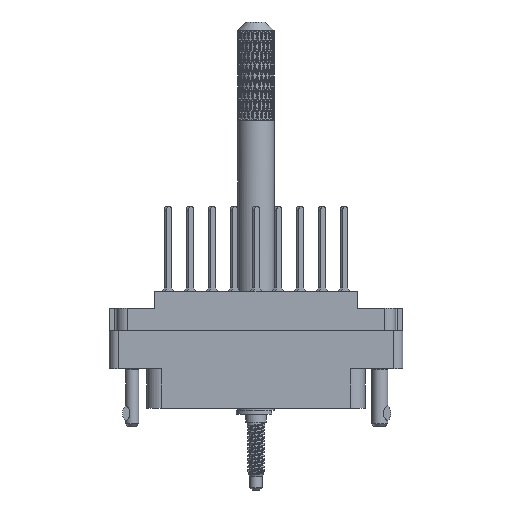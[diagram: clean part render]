
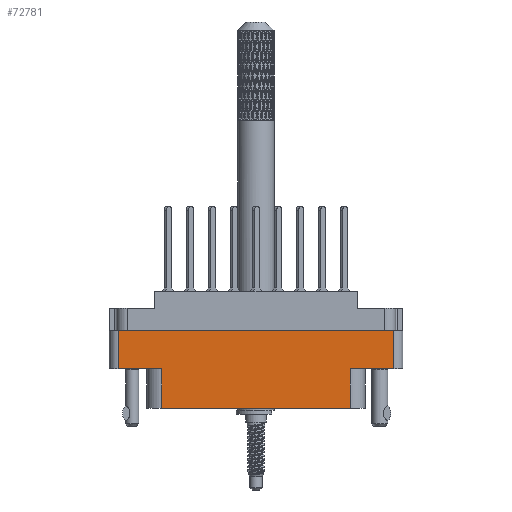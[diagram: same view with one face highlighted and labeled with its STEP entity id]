
A CAD part, front view. The second image highlights one B-rep face of the part: STEP entity #72781.
In plain terms, the highlighted planar face has unit normal (0, -1, 0).
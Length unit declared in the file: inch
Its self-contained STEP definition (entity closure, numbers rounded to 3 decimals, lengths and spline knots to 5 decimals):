
#1036 = CARTESIAN_POINT ( 'NONE',  ( -0.938, -0.438, -0.268 ) ) ;
#3253 = LINE ( 'NONE', #36900, #10104 ) ;
#3450 = EDGE_CURVE ( 'NONE', #18017, #99373, #72238, .T. ) ;
#5831 = ORIENTED_EDGE ( 'NONE', *, *, #41865, .F. ) ;
#10104 = VECTOR ( 'NONE', #45959, 39.37008 ) ;
#10307 = CARTESIAN_POINT ( 'NONE',  ( 0.938, -0.438, -0.268 ) ) ;
#12706 = EDGE_CURVE ( 'NONE', #61187, #18017, #15345, .T. ) ;
#13698 = LINE ( 'NONE', #63877, #19053 ) ;
#15345 = LINE ( 'NONE', #18822, #56994 ) ;
#17450 = VERTEX_POINT ( 'NONE', #62319 ) ;
#18017 = VERTEX_POINT ( 'NONE', #30402 ) ;
#18732 = EDGE_CURVE ( 'NONE', #108334, #34988, #84565, .T. ) ;
#18822 = CARTESIAN_POINT ( 'NONE',  ( -0.644, -0.438, -0.529 ) ) ;
#19053 = VECTOR ( 'NONE', #71443, 39.37008 ) ;
#23715 = ORIENTED_EDGE ( 'NONE', *, *, #18732, .F. ) ;
#25361 = FACE_OUTER_BOUND ( 'NONE', #83138, .T. ) ;
#26673 = DIRECTION ( 'NONE',  ( 0., 0., -1. ) ) ;
#26767 = ORIENTED_EDGE ( 'NONE', *, *, #3450, .T. ) ;
#29077 = DIRECTION ( 'NONE',  ( -1., 0., 0. ) ) ;
#29320 = DIRECTION ( 'NONE',  ( 0., -1., 0. ) ) ;
#29399 = EDGE_CURVE ( 'NONE', #34988, #99373, #56513, .T. ) ;
#30402 = CARTESIAN_POINT ( 'NONE',  ( -0.644, -0.438, -0.798 ) ) ;
#33566 = VECTOR ( 'NONE', #26673, 39.37008 ) ;
#34988 = VERTEX_POINT ( 'NONE', #84815 ) ;
#35134 = CARTESIAN_POINT ( 'NONE',  ( 0.938, -0.438, -0.529 ) ) ;
#35794 = VECTOR ( 'NONE', #62521, 39.37008 ) ;
#36265 = ORIENTED_EDGE ( 'NONE', *, *, #57658, .T. ) ;
#36900 = CARTESIAN_POINT ( 'NONE',  ( 0.938, -0.438, -0.798 ) ) ;
#37517 = EDGE_CURVE ( 'NONE', #108334, #82356, #3253, .T. ) ;
#40975 = DIRECTION ( 'NONE',  ( 0., 0., 1. ) ) ;
#41865 = EDGE_CURVE ( 'NONE', #71062, #82356, #13698, .T. ) ;
#42753 = ORIENTED_EDGE ( 'NONE', *, *, #12706, .T. ) ;
#43226 = ORIENTED_EDGE ( 'NONE', *, *, #29399, .F. ) ;
#45959 = DIRECTION ( 'NONE',  ( 0., 0., 1. ) ) ;
#51484 = LINE ( 'NONE', #85360, #97181 ) ;
#56513 = LINE ( 'NONE', #88405, #33566 ) ;
#56994 = VECTOR ( 'NONE', #87723, 39.37008 ) ;
#57658 = EDGE_CURVE ( 'NONE', #17450, #61187, #82663, .T. ) ;
#61187 = VERTEX_POINT ( 'NONE', #65398 ) ;
#62319 = CARTESIAN_POINT ( 'NONE',  ( -0.938, -0.438, -0.529 ) ) ;
#62521 = DIRECTION ( 'NONE',  ( 1., 0., 0. ) ) ;
#63140 = ORIENTED_EDGE ( 'NONE', *, *, #110154, .F. ) ;
#63877 = CARTESIAN_POINT ( 'NONE',  ( -1., -0.438, -0.268 ) ) ;
#65398 = CARTESIAN_POINT ( 'NONE',  ( -0.644, -0.438, -0.529 ) ) ;
#69824 = CARTESIAN_POINT ( 'NONE',  ( 0., -0.438, -0.529 ) ) ;
#70584 = DIRECTION ( 'NONE',  ( 1., 0., 0. ) ) ;
#71062 = VERTEX_POINT ( 'NONE', #1036 ) ;
#71443 = DIRECTION ( 'NONE',  ( 1., 0., 0. ) ) ;
#72238 = LINE ( 'NONE', #95187, #35794 ) ;
#72762 = ORIENTED_EDGE ( 'NONE', *, *, #37517, .T. ) ;
#72781 = ADVANCED_FACE ( 'NONE', ( #25361 ), #80910, .T. ) ;
#75862 = VECTOR ( 'NONE', #70584, 39.37008 ) ;
#79399 = CARTESIAN_POINT ( 'NONE',  ( 0.644, -0.438, -0.798 ) ) ;
#80910 = PLANE ( 'NONE',  #104479 ) ;
#81844 = VECTOR ( 'NONE', #29077, 39.37008 ) ;
#82356 = VERTEX_POINT ( 'NONE', #10307 ) ;
#82663 = LINE ( 'NONE', #69824, #75862 ) ;
#83138 = EDGE_LOOP ( 'NONE', ( #42753, #26767, #43226, #23715, #72762, #5831, #63140, #36265 ) ) ;
#84565 = LINE ( 'NONE', #88563, #81844 ) ;
#84815 = CARTESIAN_POINT ( 'NONE',  ( 0.644, -0.438, -0.529 ) ) ;
#85360 = CARTESIAN_POINT ( 'NONE',  ( -0.938, -0.438, -0.798 ) ) ;
#87723 = DIRECTION ( 'NONE',  ( 0., 0., -1. ) ) ;
#88405 = CARTESIAN_POINT ( 'NONE',  ( 0.644, -0.438, -0.529 ) ) ;
#88563 = CARTESIAN_POINT ( 'NONE',  ( 0., -0.438, -0.529 ) ) ;
#95187 = CARTESIAN_POINT ( 'NONE',  ( -0.938, -0.438, -0.798 ) ) ;
#97181 = VECTOR ( 'NONE', #40975, 39.37008 ) ;
#97783 = CARTESIAN_POINT ( 'NONE',  ( -0.938, -0.438, -0.798 ) ) ;
#99272 = DIRECTION ( 'NONE',  ( 0., 0., -1. ) ) ;
#99373 = VERTEX_POINT ( 'NONE', #79399 ) ;
#104479 = AXIS2_PLACEMENT_3D ( 'NONE', #97783, #29320, #99272 ) ;
#108334 = VERTEX_POINT ( 'NONE', #35134 ) ;
#110154 = EDGE_CURVE ( 'NONE', #17450, #71062, #51484, .T. ) ;
